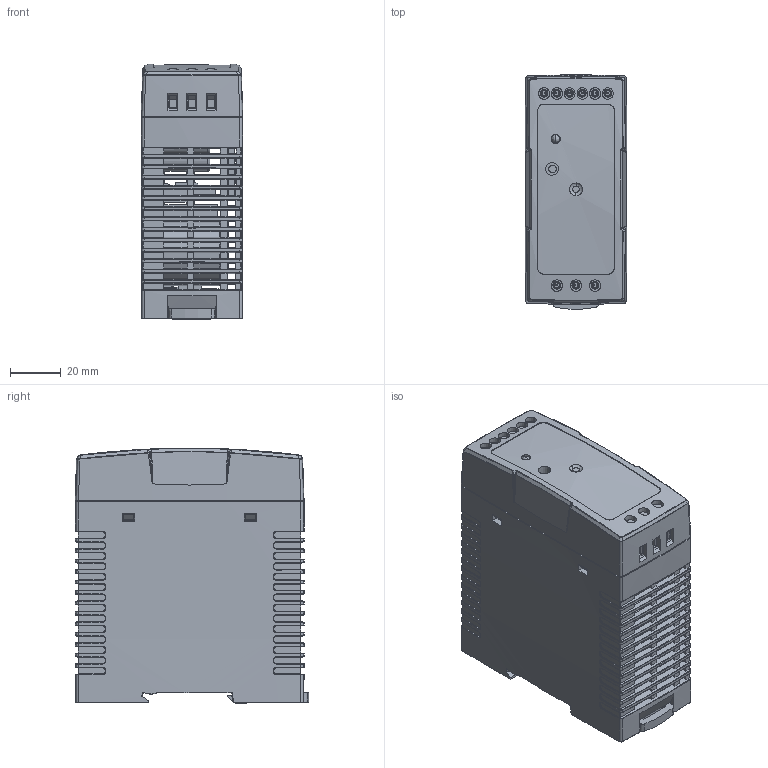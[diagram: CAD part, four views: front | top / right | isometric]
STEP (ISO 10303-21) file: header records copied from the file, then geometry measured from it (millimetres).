
FILE_DESCRIPTION((''),'2;1');
FILE_NAME('YSD60L_ASM_3_ASM','2024-06-06T',('Administrator'),(''),'PRO/ENGINEER BY PARAMETRIC TECHNOLOGY CORPORATION, 2010280','PRO/ENGINEER BY PARAMETRIC TECHNOLOGY CORPORATION, 2010280','');
FILE_SCHEMA(('CONFIG_CONTROL_DESIGN','SHAPE_APPEARANCE_LAYERS_GROUPS'));
Length unit declared in the file: millimetre
Products named in the file (24): YSD60L-BOTTOM_1; YSD60L-PCB-MAX_2; MANIFOLD_SOLID_BREP_107328; MANIFOLD_SOLID_BREP_107613; MANIFOLD_SOLID_BREP_107898; MANIFOLD_SOLID_BREP_108183; MANIFOLD_SOLID_BREP_108468; MANIFOLD_SOLID_BREP_108896; MANIFOLD_SOLID_BREP_109324; MANIFOLD_SOLID_BREP_109752; MANIFOLD_SOLID_BREP_110180; MANIFOLD_SOLID_BREP_110608; MANIFOLD_SOLID_BREP_111036; MANIFOLD_SOLID_BREP_111464; MANIFOLD_SOLID_BREP_111892; MANIFOLD_SOLID_BREP_112320; YSD60L-PCB-MIN_2_ASM; P1_1; P2_1; MS_1; YSD60L-PRO_ASM_2_ASM; YSD60L-CAP_7; PRC-A_1; YSD60L_ASM_3_ASM
Assembly tree (24 placements, depth 4):
  YSD60L_ASM_3_ASM
    YSD60L-BOTTOM_1
    YSD60L-PRO_ASM_2_ASM
      YSD60L-PCB-MAX_2
      YSD60L-PCB-MIN_2_ASM
        MANIFOLD_SOLID_BREP_107328
        MANIFOLD_SOLID_BREP_107613
        MANIFOLD_SOLID_BREP_107898
        MANIFOLD_SOLID_BREP_108183
        MANIFOLD_SOLID_BREP_108468
        MANIFOLD_SOLID_BREP_108896
        MANIFOLD_SOLID_BREP_109324
        MANIFOLD_SOLID_BREP_109752
        MANIFOLD_SOLID_BREP_110180
        MANIFOLD_SOLID_BREP_110608
        MANIFOLD_SOLID_BREP_111036
        MANIFOLD_SOLID_BREP_111464
        MANIFOLD_SOLID_BREP_111892
        MANIFOLD_SOLID_BREP_112320
      P1_1
      P2_1
      MS_1  x2
    YSD60L-CAP_7
    PRC-A_1
Bounding box: 40 x 91.77 x 100.39 mm (x, y, z)
Volume: 150949.4 mm3; surface area: 121139.8 mm2
Topology: 22 solids, 22 shells, 3074 faces, 8105 edges, 5059 vertices
Faces by surface type: plane 1598, cylinder 558, bspline 489, cone 222, torus 203, sphere 4
Entity records: 140746 total; most frequent: CARTESIAN_POINT 54288, ORIENTED_EDGE 15996, DIRECTION 12486, EDGE_CURVE 7998, VERTEX_POINT 4993, VECTOR 4654, LINE 4654, AXIS2_PLACEMENT_3D 3916
